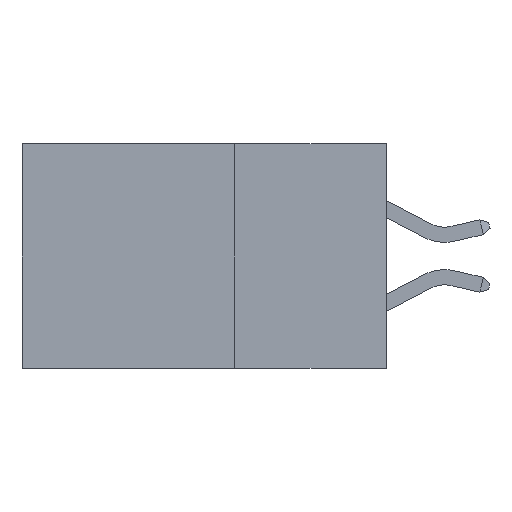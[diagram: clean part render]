
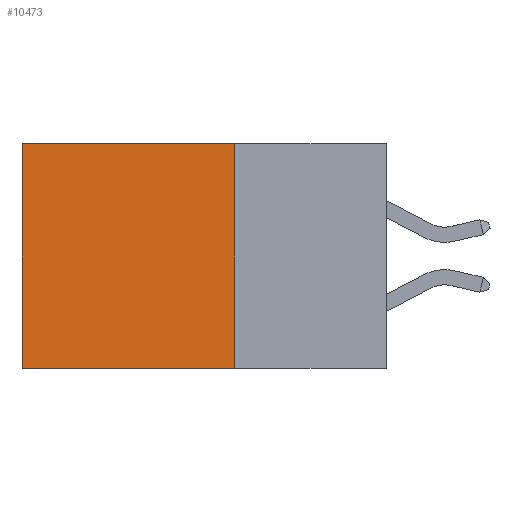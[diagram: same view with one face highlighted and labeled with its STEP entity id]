
A CAD part, left-side view. The second image highlights one B-rep face of the part: STEP entity #10473.
In plain terms, the highlighted planar face has unit normal (-1, 0, 0).
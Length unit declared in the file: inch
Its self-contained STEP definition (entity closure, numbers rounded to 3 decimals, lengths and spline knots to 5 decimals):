
#78 = CARTESIAN_POINT ( 'NONE',  ( 0.2615, 0.6, -0.37 ) ) ;
#709 = CARTESIAN_POINT ( 'NONE',  ( 0.2615, 0.25, -0.37 ) ) ;
#1129 = PLANE ( 'NONE',  #5977 ) ;
#1591 = VECTOR ( 'NONE', #5439, 39.37008 ) ;
#1648 = VERTEX_POINT ( 'NONE', #10796 ) ;
#1805 = EDGE_CURVE ( 'NONE', #3203, #8952, #7921, .T. ) ;
#2103 = CARTESIAN_POINT ( 'NONE',  ( 0.2615, 0.25, -0.37 ) ) ;
#2115 = FACE_OUTER_BOUND ( 'NONE', #2638, .T. ) ;
#2638 = EDGE_LOOP ( 'NONE', ( #6487, #2939, #9092, #8269 ) ) ;
#2664 = CARTESIAN_POINT ( 'NONE',  ( 0.2615, 0.25, 0. ) ) ;
#2939 = ORIENTED_EDGE ( 'NONE', *, *, #1805, .F. ) ;
#3064 = CARTESIAN_POINT ( 'NONE',  ( 0.2615, 0.6, -0.37 ) ) ;
#3203 = VERTEX_POINT ( 'NONE', #5055 ) ;
#3995 = EDGE_CURVE ( 'NONE', #10029, #3203, #8061, .T. ) ;
#4351 = VECTOR ( 'NONE', #8424, 39.37008 ) ;
#4473 = DIRECTION ( 'NONE',  ( 0., 0., -1. ) ) ;
#5055 = CARTESIAN_POINT ( 'NONE',  ( 0.2615, 0.25, -0.37 ) ) ;
#5439 = DIRECTION ( 'NONE',  ( 0., 0., -1. ) ) ;
#5977 = AXIS2_PLACEMENT_3D ( 'NONE', #10319, #7982, #4473 ) ;
#6315 = DIRECTION ( 'NONE',  ( 0., 0., -1. ) ) ;
#6487 = ORIENTED_EDGE ( 'NONE', *, *, #9549, .T. ) ;
#6535 = EDGE_CURVE ( 'NONE', #10029, #1648, #9230, .T. ) ;
#7295 = VECTOR ( 'NONE', #6315, 39.37008 ) ;
#7895 = LINE ( 'NONE', #3064, #1591 ) ;
#7921 = LINE ( 'NONE', #2103, #8634 ) ;
#7982 = DIRECTION ( 'NONE',  ( 1., 0., 0. ) ) ;
#8061 = LINE ( 'NONE', #709, #7295 ) ;
#8269 = ORIENTED_EDGE ( 'NONE', *, *, #6535, .T. ) ;
#8424 = DIRECTION ( 'NONE',  ( 0., 1., 0. ) ) ;
#8634 = VECTOR ( 'NONE', #8797, 39.37008 ) ;
#8797 = DIRECTION ( 'NONE',  ( 0., 1., 0. ) ) ;
#8952 = VERTEX_POINT ( 'NONE', #78 ) ;
#9092 = ORIENTED_EDGE ( 'NONE', *, *, #3995, .F. ) ;
#9230 = LINE ( 'NONE', #2664, #4351 ) ;
#9549 = EDGE_CURVE ( 'NONE', #1648, #8952, #7895, .T. ) ;
#10029 = VERTEX_POINT ( 'NONE', #10497 ) ;
#10319 = CARTESIAN_POINT ( 'NONE',  ( 0.2615, 0.25, -0.37 ) ) ;
#10473 = ADVANCED_FACE ( 'NONE', ( #2115 ), #1129, .F. ) ;
#10497 = CARTESIAN_POINT ( 'NONE',  ( 0.2615, 0.25, 0. ) ) ;
#10796 = CARTESIAN_POINT ( 'NONE',  ( 0.2615, 0.6, 0. ) ) ;
